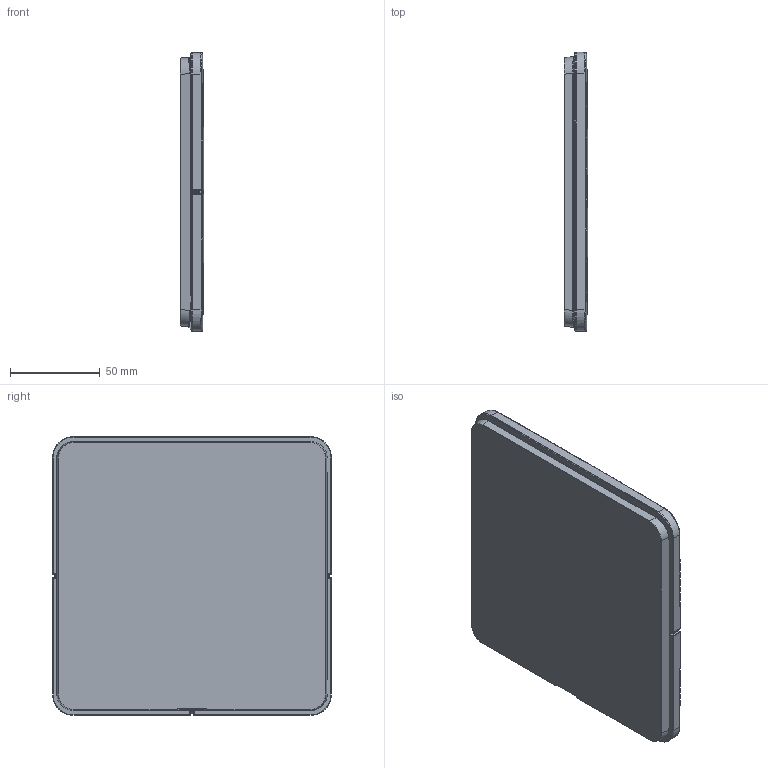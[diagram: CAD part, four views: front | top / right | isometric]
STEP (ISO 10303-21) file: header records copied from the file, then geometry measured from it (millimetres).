
FILE_DESCRIPTION(('CAx-IF Rec.Pracs.---Model Styling and Organization---1.2---2011-12-15','CAx-IF Rec.Pracs.---Geometric and Assembly Validation Properties---4.1---2014-06-16','CAx-IF Rec.Pracs.---PMI Polyline Presentation---2.0---2013-05-24'),'2;1');
FILE_NAME('1000157616_PPR_000.stp','2022-05-20T06:09:57+02:00',(''),(''),'STEP Interface 4.3 by CT CoreTechnologie','3D_Evolution4.3 by CT CoreTechnologie','');
FILE_SCHEMA(('AP203_CONFIGURATION_CONTROLLED_3D_DESIGN_OF_MECHANICAL_PARTS_AND_ASSEMBLIES_MIM_LF'));
Length unit declared in the file: millimetre
Products named in the file (7): P_2 HG ShowerSelect Com.Q Ventil 3 Verbr 1000157616_PPR_000_A1; P_2 Taste softcube oben 3AVP Sel. iBoxNe 1000157617_PPA_000_A0; P_2 Taste softcube li. 3AVP Sel. iBox N. 1000157618_PPA_000_A0; P_2 Taste softcube re.3AVP Sel.iBox N. 1000157620_PPA_000_A0; P_2 Markiereinsatz iBox Next 1000157373_PPA_000_A0; P_2 Traegerrosette 3AVP iBox Next FS 1000157611_PPR_000_A1; P_2 Traegerosette Softcube 3AVP iBoxNext 1000157608_PPA_000_A1
Assembly tree (8 placements, depth 3):
  P_2 HG ShowerSelect Com.Q Ventil 3 Verbr 1000157616_PPR_000_A1
    P_2 Taste softcube oben 3AVP Sel. iBoxNe 1000157617_PPA_000_A0
    P_2 Taste softcube li. 3AVP Sel. iBox N. 1000157618_PPA_000_A0
    P_2 Taste softcube re.3AVP Sel.iBox N. 1000157620_PPA_000_A0
    P_2 Markiereinsatz iBox Next 1000157373_PPA_000_A0  x3
    P_2 Traegerrosette 3AVP iBox Next FS 1000157611_PPR_000_A1
      P_2 Traegerosette Softcube 3AVP iBoxNext 1000157608_PPA_000_A1
Bounding box: 13.13 x 155.2 x 155.2 mm (x, y, z)
Volume: 78160.6 mm3; surface area: 104850.7 mm2
Topology: 5 solids, 7 shells, 415 faces, 982 edges, 565 vertices
Faces by surface type: bspline 226, cylinder 109, plane 80
Entity records: 36704 total; most frequent: CARTESIAN_POINT 23477, ORIENTED_EDGE 1837, DIRECTION 1705, EDGE_CURVE 921, AXIS2_PLACEMENT_3D 642, VERTEX_POINT 542, CIRCLE 452, VECTOR 421
